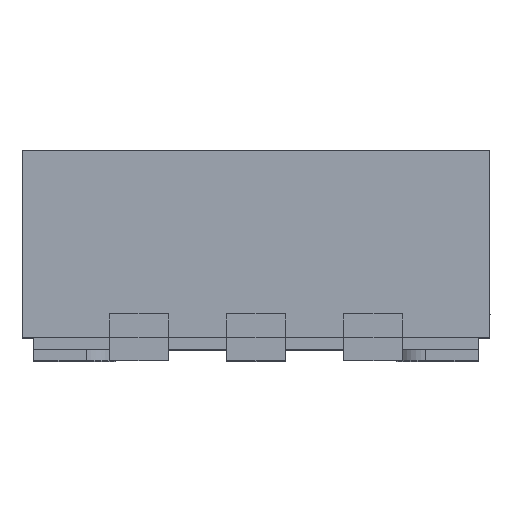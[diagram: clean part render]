
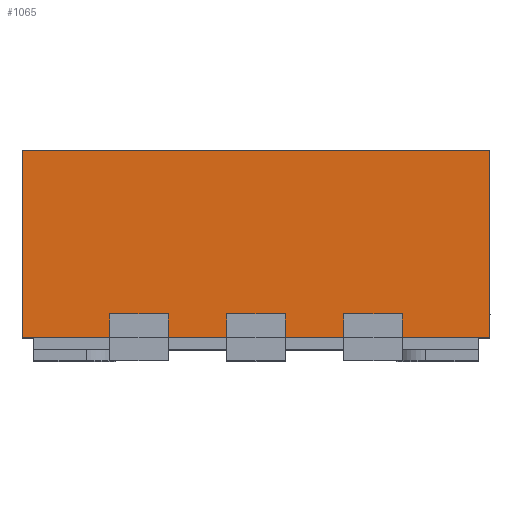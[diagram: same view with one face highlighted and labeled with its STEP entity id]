
A CAD part, top view. The second image highlights one B-rep face of the part: STEP entity #1065.
In plain terms, the highlighted planar face has unit normal (0, 0, 1).
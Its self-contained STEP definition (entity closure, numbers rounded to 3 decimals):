
#1 = VECTOR ( 'NONE', #5390, 1000. ) ;
#3 = LINE ( 'NONE', #5055, #4831 ) ;
#116 = DIRECTION ( 'NONE',  ( 0., -1., 0. ) ) ;
#169 = ORIENTED_EDGE ( 'NONE', *, *, #4424, .F. ) ;
#289 = VECTOR ( 'NONE', #2037, 1000. ) ;
#311 = CARTESIAN_POINT ( 'NONE',  ( 1., 5.406, 1.5 ) ) ;
#452 = VECTOR ( 'NONE', #5425, 1000. ) ;
#527 = EDGE_CURVE ( 'NONE', #2738, #1980, #5590, .T. ) ;
#547 = CARTESIAN_POINT ( 'NONE',  ( -1., 0.1, 1.5 ) ) ;
#565 = DIRECTION ( 'NONE',  ( 1., 0., 0. ) ) ;
#582 = CARTESIAN_POINT ( 'NONE',  ( -1., 0.1, 1.5 ) ) ;
#616 = LINE ( 'NONE', #2461, #800 ) ;
#621 = LINE ( 'NONE', #2466, #5328 ) ;
#653 = CARTESIAN_POINT ( 'NONE',  ( -0.625, 0.2, 1.5 ) ) ;
#668 = VERTEX_POINT ( 'NONE', #4399 ) ;
#741 = VECTOR ( 'NONE', #5023, 1000. ) ;
#793 = LINE ( 'NONE', #4448, #1 ) ;
#800 = VECTOR ( 'NONE', #1066, 1000. ) ;
#858 = VECTOR ( 'NONE', #2693, 1000. ) ;
#996 = ORIENTED_EDGE ( 'NONE', *, *, #5035, .F. ) ;
#1026 = CARTESIAN_POINT ( 'NONE',  ( 0.125, 0.2, 1.5 ) ) ;
#1032 = DIRECTION ( 'NONE',  ( 0., -1., 0. ) ) ;
#1053 = ORIENTED_EDGE ( 'NONE', *, *, #3421, .T. ) ;
#1065 = ADVANCED_FACE ( 'NONE', ( #1803 ), #3057, .F. ) ;
#1066 = DIRECTION ( 'NONE',  ( 1., 0., 0. ) ) ;
#1069 = EDGE_CURVE ( 'NONE', #5824, #1541, #793, .T. ) ;
#1116 = VERTEX_POINT ( 'NONE', #4117 ) ;
#1124 = CARTESIAN_POINT ( 'NONE',  ( -1., 0.9, 1.5 ) ) ;
#1158 = LINE ( 'NONE', #5287, #2012 ) ;
#1175 = ORIENTED_EDGE ( 'NONE', *, *, #2627, .T. ) ;
#1200 = LINE ( 'NONE', #4613, #741 ) ;
#1282 = CARTESIAN_POINT ( 'NONE',  ( 0.625, 0.2, 1.5 ) ) ;
#1302 = EDGE_CURVE ( 'NONE', #1818, #5374, #616, .T. ) ;
#1324 = VERTEX_POINT ( 'NONE', #2035 ) ;
#1420 = CARTESIAN_POINT ( 'NONE',  ( -1., 0.1, 1.5 ) ) ;
#1509 = CARTESIAN_POINT ( 'NONE',  ( -0.375, 0.2, 1.5 ) ) ;
#1522 = CARTESIAN_POINT ( 'NONE',  ( 0.625, 0.2, 1.5 ) ) ;
#1541 = VERTEX_POINT ( 'NONE', #3267 ) ;
#1583 = CARTESIAN_POINT ( 'NONE',  ( -0.375, 0.2, 1.5 ) ) ;
#1594 = ORIENTED_EDGE ( 'NONE', *, *, #2919, .T. ) ;
#1615 = DIRECTION ( 'NONE',  ( 0., -1., 0. ) ) ;
#1715 = AXIS2_PLACEMENT_3D ( 'NONE', #4413, #5848, #4893 ) ;
#1803 = FACE_OUTER_BOUND ( 'NONE', #5873, .T. ) ;
#1818 = VERTEX_POINT ( 'NONE', #653 ) ;
#1889 = EDGE_CURVE ( 'NONE', #3058, #2688, #2501, .T. ) ;
#1975 = VECTOR ( 'NONE', #3881, 1000. ) ;
#1980 = VERTEX_POINT ( 'NONE', #2200 ) ;
#2012 = VECTOR ( 'NONE', #5699, 1000. ) ;
#2024 = CARTESIAN_POINT ( 'NONE',  ( -0.375, 0.1, 1.5 ) ) ;
#2035 = CARTESIAN_POINT ( 'NONE',  ( 1., 0.1, 1.5 ) ) ;
#2037 = DIRECTION ( 'NONE',  ( 1., 0., 0. ) ) ;
#2127 = DIRECTION ( 'NONE',  ( 0., -1., 0. ) ) ;
#2200 = CARTESIAN_POINT ( 'NONE',  ( 0.625, 0.1, 1.5 ) ) ;
#2214 = VECTOR ( 'NONE', #2384, 1000. ) ;
#2252 = VERTEX_POINT ( 'NONE', #582 ) ;
#2283 = DIRECTION ( 'NONE',  ( 1., 0., 0. ) ) ;
#2332 = EDGE_CURVE ( 'NONE', #5824, #2738, #1158, .T. ) ;
#2373 = EDGE_CURVE ( 'NONE', #1116, #4878, #3007, .T. ) ;
#2384 = DIRECTION ( 'NONE',  ( 1., 0., 0. ) ) ;
#2461 = CARTESIAN_POINT ( 'NONE',  ( -0.625, 0.2, 1.5 ) ) ;
#2466 = CARTESIAN_POINT ( 'NONE',  ( -0.125, 0.2, 1.5 ) ) ;
#2501 = LINE ( 'NONE', #2985, #289 ) ;
#2515 = VERTEX_POINT ( 'NONE', #1026 ) ;
#2561 = DIRECTION ( 'NONE',  ( 1., 0., 0. ) ) ;
#2588 = CARTESIAN_POINT ( 'NONE',  ( -0.125, 0.2, 1.5 ) ) ;
#2611 = CARTESIAN_POINT ( 'NONE',  ( -0.625, 0.1, 1.5 ) ) ;
#2627 = EDGE_CURVE ( 'NONE', #4061, #4878, #5803, .T. ) ;
#2634 = ORIENTED_EDGE ( 'NONE', *, *, #5718, .T. ) ;
#2688 = VERTEX_POINT ( 'NONE', #5326 ) ;
#2693 = DIRECTION ( 'NONE',  ( 0., -1., 0. ) ) ;
#2738 = VERTEX_POINT ( 'NONE', #1282 ) ;
#2767 = EDGE_CURVE ( 'NONE', #2252, #4985, #3, .T. ) ;
#2885 = EDGE_CURVE ( 'NONE', #5374, #4061, #4236, .T. ) ;
#2919 = EDGE_CURVE ( 'NONE', #3058, #2252, #5143, .T. ) ;
#2984 = ORIENTED_EDGE ( 'NONE', *, *, #2373, .F. ) ;
#2985 = CARTESIAN_POINT ( 'NONE',  ( -1., 0.9, 1.5 ) ) ;
#2991 = ORIENTED_EDGE ( 'NONE', *, *, #1069, .F. ) ;
#3007 = LINE ( 'NONE', #2588, #5368 ) ;
#3057 = PLANE ( 'NONE',  #1715 ) ;
#3058 = VERTEX_POINT ( 'NONE', #1124 ) ;
#3173 = LINE ( 'NONE', #4648, #452 ) ;
#3216 = ORIENTED_EDGE ( 'NONE', *, *, #2767, .T. ) ;
#3267 = CARTESIAN_POINT ( 'NONE',  ( 0.375, 0.1, 1.5 ) ) ;
#3283 = LINE ( 'NONE', #547, #2214 ) ;
#3421 = EDGE_CURVE ( 'NONE', #668, #1541, #3283, .T. ) ;
#3462 = ORIENTED_EDGE ( 'NONE', *, *, #2332, .T. ) ;
#3587 = VECTOR ( 'NONE', #1032, 1000. ) ;
#3881 = DIRECTION ( 'NONE',  ( 1., 0., 0. ) ) ;
#3891 = CARTESIAN_POINT ( 'NONE',  ( -1., 0.1, 1.5 ) ) ;
#4061 = VERTEX_POINT ( 'NONE', #2024 ) ;
#4117 = CARTESIAN_POINT ( 'NONE',  ( -0.125, 0.2, 1.5 ) ) ;
#4158 = VECTOR ( 'NONE', #2561, 1000. ) ;
#4236 = LINE ( 'NONE', #1509, #4639 ) ;
#4399 = CARTESIAN_POINT ( 'NONE',  ( 0.125, 0.1, 1.5 ) ) ;
#4413 = CARTESIAN_POINT ( 'NONE',  ( -1., 5.406, 1.5 ) ) ;
#4418 = CARTESIAN_POINT ( 'NONE',  ( -0.125, 0.1, 1.5 ) ) ;
#4424 = EDGE_CURVE ( 'NONE', #2688, #1324, #4832, .T. ) ;
#4448 = CARTESIAN_POINT ( 'NONE',  ( 0.375, 0.2, 1.5 ) ) ;
#4613 = CARTESIAN_POINT ( 'NONE',  ( 0.125, 0.2, 1.5 ) ) ;
#4639 = VECTOR ( 'NONE', #116, 1000. ) ;
#4648 = CARTESIAN_POINT ( 'NONE',  ( -0.625, 0.2, 1.5 ) ) ;
#4831 = VECTOR ( 'NONE', #2283, 1000. ) ;
#4832 = LINE ( 'NONE', #311, #858 ) ;
#4878 = VERTEX_POINT ( 'NONE', #4418 ) ;
#4893 = DIRECTION ( 'NONE',  ( -1., 0., 0. ) ) ;
#4901 = ORIENTED_EDGE ( 'NONE', *, *, #1889, .F. ) ;
#4910 = ORIENTED_EDGE ( 'NONE', *, *, #527, .T. ) ;
#4956 = VECTOR ( 'NONE', #1615, 1000. ) ;
#4985 = VERTEX_POINT ( 'NONE', #2611 ) ;
#5023 = DIRECTION ( 'NONE',  ( 0., -1., 0. ) ) ;
#5035 = EDGE_CURVE ( 'NONE', #1818, #4985, #3173, .T. ) ;
#5055 = CARTESIAN_POINT ( 'NONE',  ( -1., 0.1, 1.5 ) ) ;
#5143 = LINE ( 'NONE', #5637, #3587 ) ;
#5145 = EDGE_CURVE ( 'NONE', #1116, #2515, #621, .T. ) ;
#5251 = CARTESIAN_POINT ( 'NONE',  ( 0.375, 0.2, 1.5 ) ) ;
#5287 = CARTESIAN_POINT ( 'NONE',  ( 0.375, 0.2, 1.5 ) ) ;
#5326 = CARTESIAN_POINT ( 'NONE',  ( 1., 0.9, 1.5 ) ) ;
#5328 = VECTOR ( 'NONE', #565, 1000. ) ;
#5368 = VECTOR ( 'NONE', #2127, 1000. ) ;
#5374 = VERTEX_POINT ( 'NONE', #1583 ) ;
#5390 = DIRECTION ( 'NONE',  ( 0., -1., 0. ) ) ;
#5425 = DIRECTION ( 'NONE',  ( 0., -1., 0. ) ) ;
#5473 = EDGE_CURVE ( 'NONE', #2515, #668, #1200, .T. ) ;
#5518 = LINE ( 'NONE', #1420, #1975 ) ;
#5525 = ORIENTED_EDGE ( 'NONE', *, *, #1302, .T. ) ;
#5590 = LINE ( 'NONE', #1522, #4956 ) ;
#5637 = CARTESIAN_POINT ( 'NONE',  ( -1., 5.406, 1.5 ) ) ;
#5699 = DIRECTION ( 'NONE',  ( 1., 0., 0. ) ) ;
#5718 = EDGE_CURVE ( 'NONE', #1980, #1324, #5518, .T. ) ;
#5742 = ORIENTED_EDGE ( 'NONE', *, *, #5145, .T. ) ;
#5803 = LINE ( 'NONE', #3891, #4158 ) ;
#5812 = ORIENTED_EDGE ( 'NONE', *, *, #5473, .T. ) ;
#5824 = VERTEX_POINT ( 'NONE', #5251 ) ;
#5848 = DIRECTION ( 'NONE',  ( 0., 0., -1. ) ) ;
#5873 = EDGE_LOOP ( 'NONE', ( #1594, #3216, #996, #5525, #5907, #1175, #2984, #5742, #5812, #1053, #2991, #3462, #4910, #2634, #169, #4901 ) ) ;
#5907 = ORIENTED_EDGE ( 'NONE', *, *, #2885, .T. ) ;
